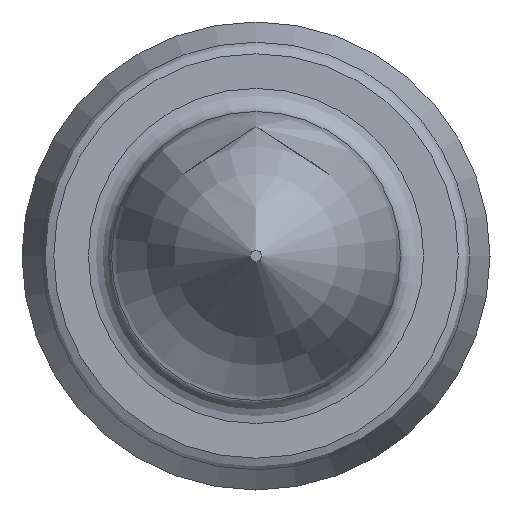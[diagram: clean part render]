
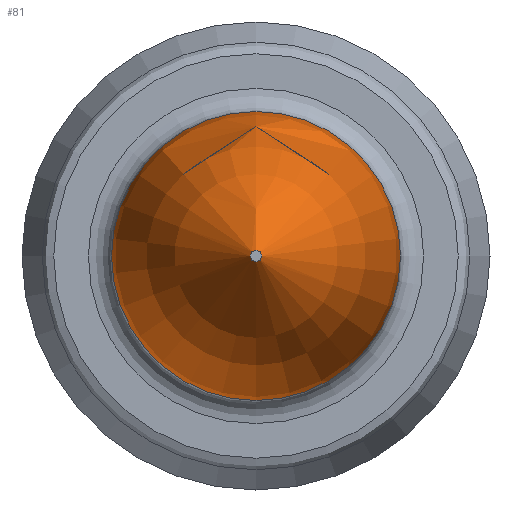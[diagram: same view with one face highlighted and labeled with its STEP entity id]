
A CAD part, left-side view. The second image highlights one B-rep face of the part: STEP entity #81.
In plain terms, the highlighted toroidal (fillet/blend) face has major radius 0.698 mm and minor radius 1.016 mm.
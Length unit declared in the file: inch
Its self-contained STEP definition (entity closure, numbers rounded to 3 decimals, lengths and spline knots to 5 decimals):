
#35 = DIRECTION ( 'NONE',  ( 0., 0., 1. ) ) ;
#38 = VERTEX_POINT ( 'NONE', #141 ) ;
#69 = CARTESIAN_POINT ( 'NONE',  ( 0., 0., 0.0005 ) ) ;
#81 = ADVANCED_FACE ( 'NONE', ( #386, #496 ), #287, .T. ) ;
#141 = CARTESIAN_POINT ( 'NONE',  ( 0.02905, 0., 0.0125 ) ) ;
#185 = DIRECTION ( 'NONE',  ( -1., 0., 0. ) ) ;
#246 = VERTEX_POINT ( 'NONE', #69 ) ;
#258 = CARTESIAN_POINT ( 'NONE',  ( 0.02905, 0., 0. ) ) ;
#287 = TOROIDAL_SURFACE ( 'NONE', #796, -0.0275, 0.04 ) ;
#332 = AXIS2_PLACEMENT_3D ( 'NONE', #258, #688, #35 ) ;
#376 = EDGE_CURVE ( 'NONE', #246, #246, #413, .T. ) ;
#386 = FACE_OUTER_BOUND ( 'NONE', #811, .T. ) ;
#413 = CIRCLE ( 'NONE', #585, 0.0005 ) ;
#496 = FACE_OUTER_BOUND ( 'NONE', #781, .T. ) ;
#585 = AXIS2_PLACEMENT_3D ( 'NONE', #1053, #808, #893 ) ;
#594 = CARTESIAN_POINT ( 'NONE',  ( 0.02857, 0., 0. ) ) ;
#624 = ORIENTED_EDGE ( 'NONE', *, *, #749, .T. ) ;
#688 = DIRECTION ( 'NONE',  ( -1., 0., 0. ) ) ;
#710 = CIRCLE ( 'NONE', #332, 0.0125 ) ;
#749 = EDGE_CURVE ( 'NONE', #38, #38, #710, .T. ) ;
#781 = EDGE_LOOP ( 'NONE', ( #624 ) ) ;
#796 = AXIS2_PLACEMENT_3D ( 'NONE', #594, #185, #870 ) ;
#808 = DIRECTION ( 'NONE',  ( -1., 0., 0. ) ) ;
#811 = EDGE_LOOP ( 'NONE', ( #885 ) ) ;
#870 = DIRECTION ( 'NONE',  ( 0., 0., 1. ) ) ;
#885 = ORIENTED_EDGE ( 'NONE', *, *, #376, .F. ) ;
#893 = DIRECTION ( 'NONE',  ( 0., 0., 1. ) ) ;
#1053 = CARTESIAN_POINT ( 'NONE',  ( 0., 0., 0. ) ) ;
